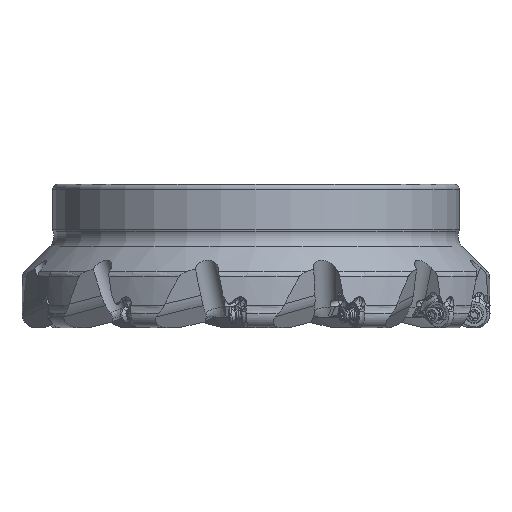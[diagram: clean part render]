
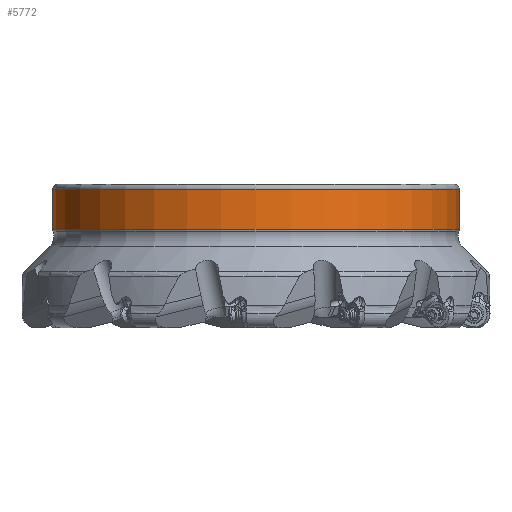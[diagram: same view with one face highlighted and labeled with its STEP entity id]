
A CAD part, front view. The second image highlights one B-rep face of the part: STEP entity #5772.
In plain terms, the highlighted cylindrical face has radius 87.5 mm (diameter 175 mm), a partial arc.
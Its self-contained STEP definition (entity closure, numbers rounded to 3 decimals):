
#1052=LINE('',#106070,#2026);
#1053=LINE('',#106074,#2027);
#2026=VECTOR('',#33139,1.);
#2027=VECTOR('',#33142,1.);
#2850=CYLINDRICAL_SURFACE('',#28322,87.5);
#4299=FACE_OUTER_BOUND('',#7653,.T.);
#5772=ADVANCED_FACE('',(#4299),#2850,.T.);
#7653=EDGE_LOOP('',(#15548,#15549,#15550,#15551));
#15548=ORIENTED_EDGE('',*,*,#23888,.F.);
#15549=ORIENTED_EDGE('',*,*,#23889,.F.);
#15550=ORIENTED_EDGE('',*,*,#23890,.F.);
#15551=ORIENTED_EDGE('',*,*,#23887,.F.);
#20235=VERTEX_POINT('',#106065);
#20236=VERTEX_POINT('',#106067);
#20237=VERTEX_POINT('',#106071);
#20238=VERTEX_POINT('',#106073);
#23887=EDGE_CURVE('',#20236,#20235,#25723,.T.);
#23888=EDGE_CURVE('',#20237,#20236,#1052,.T.);
#23889=EDGE_CURVE('',#20238,#20237,#25724,.T.);
#23890=EDGE_CURVE('',#20235,#20238,#1053,.T.);
#25723=CIRCLE('',#28319,87.5);
#25724=CIRCLE('',#28321,87.5);
#28319=AXIS2_PLACEMENT_3D('',#106068,#33135,#33136);
#28321=AXIS2_PLACEMENT_3D('',#106072,#33140,#33141);
#28322=AXIS2_PLACEMENT_3D('',#106075,#33143,#33144);
#33135=DIRECTION('',(0.,0.,-1.));
#33136=DIRECTION('',(1.,0.,0.));
#33139=DIRECTION('',(0.,0.,-1.));
#33140=DIRECTION('',(0.,0.,1.));
#33141=DIRECTION('',(-1.,0.,0.));
#33142=DIRECTION('',(0.,0.,1.));
#33143=DIRECTION('',(0.,0.,-1.));
#33144=DIRECTION('',(-1.,0.,0.));
#106065=CARTESIAN_POINT('',(-87.5,0.,-19.44));
#106067=CARTESIAN_POINT('',(87.5,0.,-19.44));
#106068=CARTESIAN_POINT('',(0.,0.,-19.44));
#106070=CARTESIAN_POINT('',(87.5,0.,-2.));
#106071=CARTESIAN_POINT('',(87.5,0.,-2.));
#106072=CARTESIAN_POINT('',(0.,0.,-2.));
#106073=CARTESIAN_POINT('',(-87.5,0.,-2.));
#106074=CARTESIAN_POINT('',(-87.5,0.,-19.44));
#106075=CARTESIAN_POINT('',(0.,0.,-1.651));
